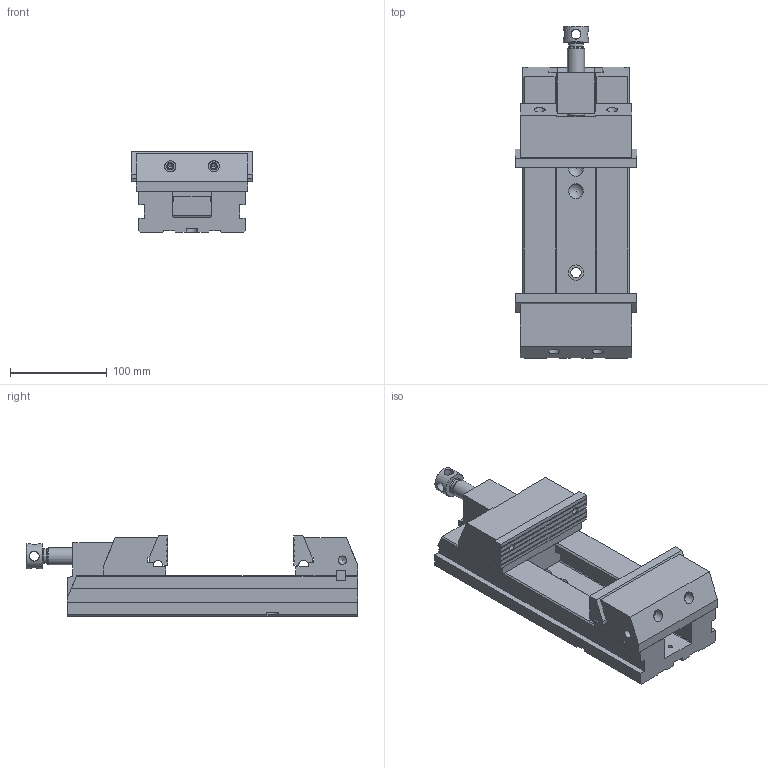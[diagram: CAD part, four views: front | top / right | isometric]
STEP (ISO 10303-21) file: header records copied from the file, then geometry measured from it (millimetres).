
FILE_DESCRIPTION(/* description */ (''),/* implementation_level */ '2;1');
FILE_NAME(/* name */ 'PRD_125_Mordaza.stp',/* time_stamp */ '2014-05-22T17:22:33+02:00',/* author */ (''),/* organization */ (''),/* preprocessor_version */ 'ST-DEVELOPER v15',/* originating_system */ 'SIEMENS PLM Software NX 9.0',/* authorisation */ '');
FILE_SCHEMA (('CONFIG_CONTROL_DESIGN'));
Length unit declared in the file: millimetre
Products named in the file (1): PRD_125_Mordaza
Bounding box: 125 x 342.31 x 83 mm (x, y, z)
Volume: 1568439.5 mm3; surface area: 272333.4 mm2
Topology: 11 solids, 11 shells, 426 faces, 1191 edges, 791 vertices
Faces by surface type: plane 268, cylinder 116, cone 27, torus 8, sphere 6, bspline 1
Full cylindrical faces by diameter (mm): 4.351 x5, 5.188 x4, 6.5 x4, 6.985 x4, 7.5 x4, 8 x4, 8.782 x4, 10 x4, 10.5 x3, 11 x2, 11.5 x4, 12.376 x2, 14 x2, 14.5 x1, 15 x3, 16 x2, 16.188 x1, 17 x2, 17.732 x1, 18 x1, 22 x2, 26 x1
Entity records: 13229 total; most frequent: CARTESIAN_POINT 2745, DIRECTION 2106, ORIENTED_EDGE 2048, EDGE_CURVE 1024, VERTEX_POINT 734, LINE 704, VECTOR 704, AXIS2_PLACEMENT_3D 701
